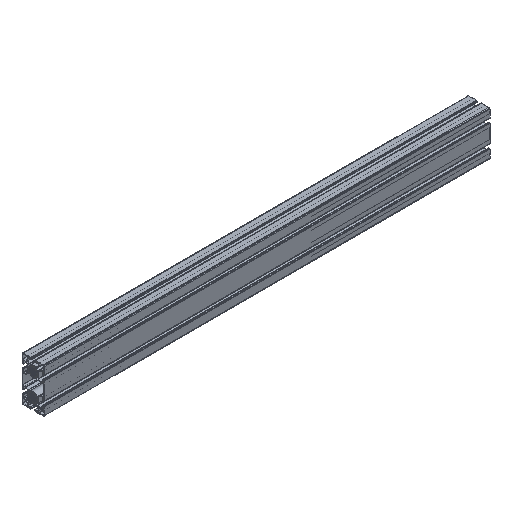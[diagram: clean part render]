
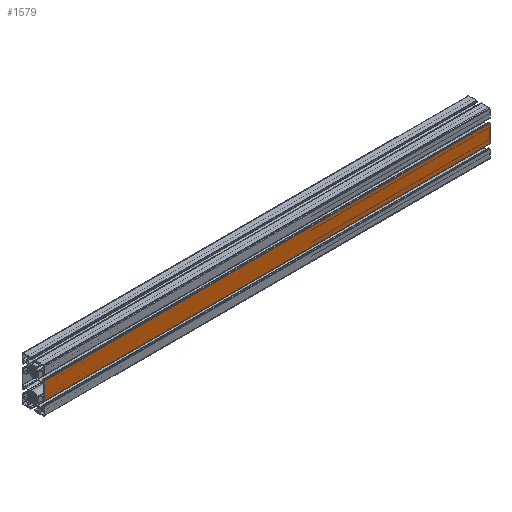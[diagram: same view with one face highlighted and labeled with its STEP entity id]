
A CAD part, isometric view. The second image highlights one B-rep face of the part: STEP entity #1579.
In plain terms, the highlighted planar face has unit normal (0, -1, 0).
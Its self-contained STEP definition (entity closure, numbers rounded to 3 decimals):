
#1579=ADVANCED_FACE('',(#4878),#4880,.T.);
#4878=FACE_BOUND('',#4879,.T.);
#4879=EDGE_LOOP('',(#7968,#7969,#7970,#7971));
#4880=PLANE('',#4881);
#4881=AXIS2_PLACEMENT_3D('',#4882,#4883,#4884);
#4882=CARTESIAN_POINT('',(-500.,-25.,19.9));
#4883=DIRECTION('',(0.,-1.,0.));
#4884=DIRECTION('',(0.,0.,-1.));
#7968=ORIENTED_EDGE('',*,*,#9905,.T.);
#7969=ORIENTED_EDGE('',*,*,#9377,.F.);
#7970=ORIENTED_EDGE('',*,*,#9906,.F.);
#7971=ORIENTED_EDGE('',*,*,#9059,.T.);
#9059=EDGE_CURVE('',#10420,#10418,#10421,.T.);
#9377=EDGE_CURVE('',#11044,#11046,#11047,.T.);
#9905=EDGE_CURVE('',#10418,#11046,#11900,.T.);
#9906=EDGE_CURVE('',#10420,#11044,#11901,.T.);
#10418=VERTEX_POINT('',#12802);
#10420=VERTEX_POINT('',#12807);
#10421=LINE('',#12808,#12809);
#11044=VERTEX_POINT('',#14263);
#11046=VERTEX_POINT('',#14268);
#11047=LINE('',#14269,#14270);
#11900=LINE('',#16387,#16388);
#11901=LINE('',#16390,#16391);
#12802=CARTESIAN_POINT('',(-500.,-25.,-19.7));
#12807=CARTESIAN_POINT('',(-500.,-25.,19.7));
#12808=CARTESIAN_POINT('',(-500.,-25.,19.7));
#12809=VECTOR('',#12810,1.);
#12810=DIRECTION('',(0.,0.,-1.));
#14263=CARTESIAN_POINT('',(500.,-25.,19.7));
#14268=CARTESIAN_POINT('',(500.,-25.,-19.7));
#14269=CARTESIAN_POINT('',(500.,-25.,19.7));
#14270=VECTOR('',#14271,1.);
#14271=DIRECTION('',(0.,0.,-1.));
#16387=CARTESIAN_POINT('',(-500.,-25.,-19.7));
#16388=VECTOR('',#16389,1.);
#16389=DIRECTION('',(1.,0.,0.));
#16390=CARTESIAN_POINT('',(-500.,-25.,19.7));
#16391=VECTOR('',#16392,1.);
#16392=DIRECTION('',(1.,0.,0.));
